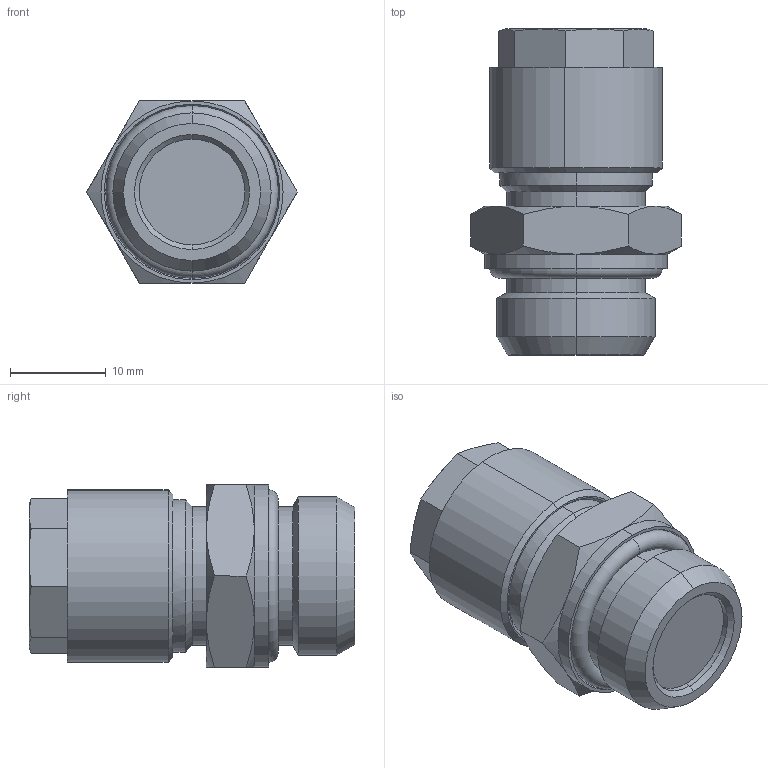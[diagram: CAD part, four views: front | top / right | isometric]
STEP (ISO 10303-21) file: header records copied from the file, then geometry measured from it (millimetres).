
FILE_DESCRIPTION (( 'STEP AP214' ), '1' );
FILE_NAME ('0102000015.step', '2012-09-28T13:18:29', ( '' ), ( '' ), 'SwSTEP 2.0', 'SolidWorks 2012', '' );
FILE_SCHEMA (( 'AUTOMOTIVE_DESIGN' ));
Length unit declared in the file: millimetre
Products named in the file (1): 0102000015
Bounding box: 21.94 x 34 x 19 mm (x, y, z)
Volume: 7590.4 mm3; surface area: 3007.2 mm2
Topology: 1 solids, 2 shells, 88 faces, 186 edges, 107 vertices
Faces by surface type: cone 37, plane 23, cylinder 18, torus 10
Entity records: 3447 total; most frequent: CARTESIAN_POINT 574, DIRECTION 413, ORIENTED_EDGE 372, EDGE_CURVE 186, AXIS2_PLACEMENT_3D 178, VERTEX_POINT 107, EDGE_LOOP 95, UNCERTAINTY_MEASURE_WITH_UNIT 91
